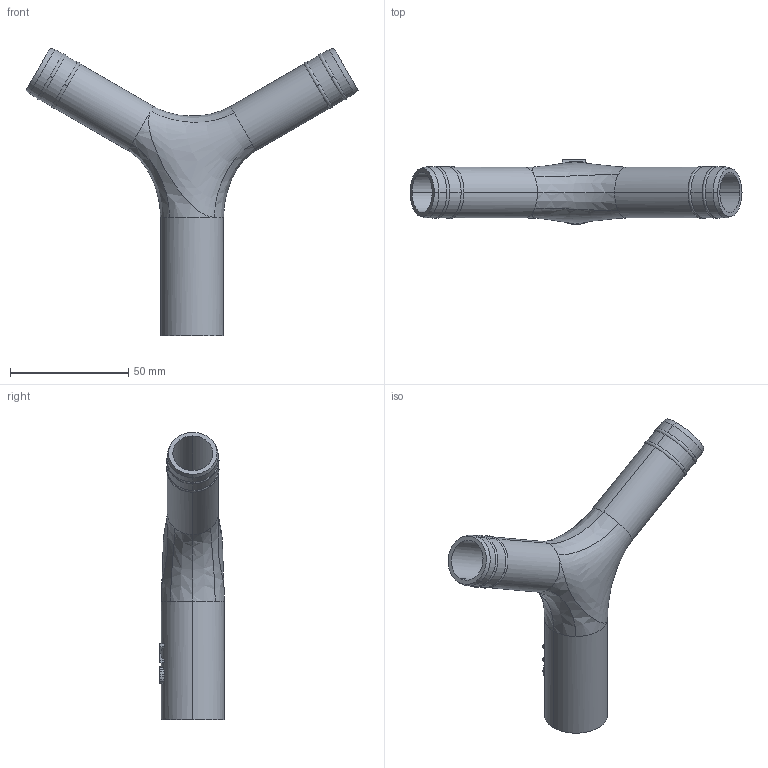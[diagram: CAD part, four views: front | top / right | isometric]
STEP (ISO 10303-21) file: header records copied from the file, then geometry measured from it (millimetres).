
FILE_DESCRIPTION((''),'2;1');
FILE_NAME('2WAY_SPLITTER_WIZARDRY_V1','2020-03-26T14:04:23',('W05-PC'),(''),'CREO PARAMETRIC BY PTC INC, 2016510','CREO PARAMETRIC BY PTC INC, 2016510','');
FILE_SCHEMA(('CONFIG_CONTROL_DESIGN'));
Length unit declared in the file: millimetre
Products named in the file (1): 2WAY_SPLITTER_WIZARDRY_V1
Bounding box: 140.15 x 27.3 x 121.38 mm (x, y, z)
Volume: 32859.5 mm3; surface area: 29048.4 mm2
Topology: 1 solids, 1 shells, 110 faces, 305 edges, 198 vertices
Faces by surface type: plane 40, cylinder 28, bspline 20, torus 16, cone 6
Entity records: 5713 total; most frequent: CARTESIAN_POINT 2921, ORIENTED_EDGE 610, DIRECTION 548, EDGE_CURVE 305, AXIS2_PLACEMENT_3D 218, VERTEX_POINT 198, CIRCLE 128, EDGE_LOOP 115
